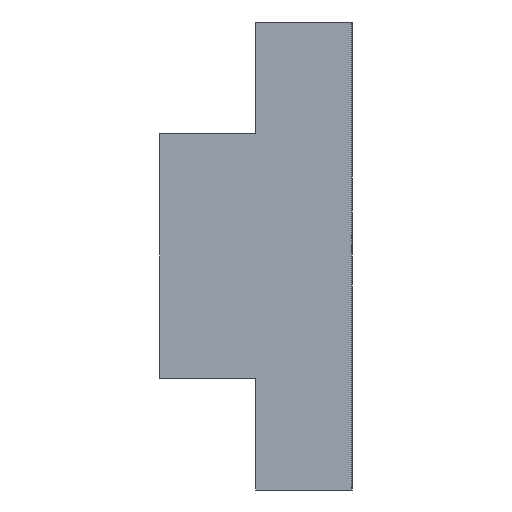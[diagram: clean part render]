
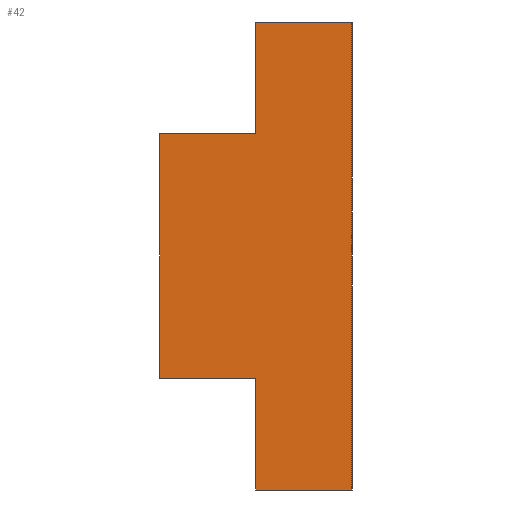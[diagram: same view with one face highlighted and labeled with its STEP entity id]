
A CAD part, left-side view. The second image highlights one B-rep face of the part: STEP entity #42.
In plain terms, the highlighted planar face has unit normal (-1, 0, 0).
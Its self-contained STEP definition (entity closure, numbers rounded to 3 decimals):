
#15 = ORIENTED_EDGE ( 'NONE', *, *, #138, .F. ) ;
#17 = ORIENTED_EDGE ( 'NONE', *, *, #49, .F. ) ;
#18 = ORIENTED_EDGE ( 'NONE', *, *, #64, .F. ) ;
#20 = ORIENTED_EDGE ( 'NONE', *, *, #105, .F. ) ;
#23 = ORIENTED_EDGE ( 'NONE', *, *, #125, .F. ) ;
#26 = VERTEX_POINT ( 'NONE', #224 ) ;
#42 = ADVANCED_FACE ( 'NONE', ( #170 ), #169, .F. ) ;
#49 = EDGE_CURVE ( 'NONE', #141, #104, #254, .T. ) ;
#57 = EDGE_CURVE ( 'NONE', #90, #91, #236, .T. ) ;
#61 = ORIENTED_EDGE ( 'NONE', *, *, #109, .F. ) ;
#62 = EDGE_CURVE ( 'NONE', #26, #162, #219, .T. ) ;
#64 = EDGE_CURVE ( 'NONE', #91, #26, #214, .T. ) ;
#90 = VERTEX_POINT ( 'NONE', #318 ) ;
#91 = VERTEX_POINT ( 'NONE', #371 ) ;
#104 = VERTEX_POINT ( 'NONE', #296 ) ;
#105 = EDGE_CURVE ( 'NONE', #104, #115, #367, .T. ) ;
#109 = EDGE_CURVE ( 'NONE', #115, #90, #392, .T. ) ;
#110 = EDGE_LOOP ( 'NONE', ( #178, #61, #20, #17, #15, #23, #282, #18 ) ) ;
#115 = VERTEX_POINT ( 'NONE', #372 ) ;
#125 = EDGE_CURVE ( 'NONE', #162, #133, #328, .T. ) ;
#133 = VERTEX_POINT ( 'NONE', #340 ) ;
#138 = EDGE_CURVE ( 'NONE', #133, #141, #401, .T. ) ;
#141 = VERTEX_POINT ( 'NONE', #347 ) ;
#162 = VERTEX_POINT ( 'NONE', #309 ) ;
#169 = PLANE ( 'NONE',  #285 ) ;
#170 = FACE_OUTER_BOUND ( 'NONE', #110, .T. ) ;
#178 = ORIENTED_EDGE ( 'NONE', *, *, #57, .F. ) ;
#211 = DIRECTION ( 'NONE',  ( 0., 0., -1. ) ) ;
#212 = VECTOR ( 'NONE', #211, 1000. ) ;
#213 = CARTESIAN_POINT ( 'NONE',  ( 0., 0., 9.75 ) ) ;
#214 = LINE ( 'NONE', #213, #212 ) ;
#216 = DIRECTION ( 'NONE',  ( 0., 1., 0. ) ) ;
#217 = VECTOR ( 'NONE', #216, 1000. ) ;
#218 = CARTESIAN_POINT ( 'NONE',  ( 0., 0., -9.75 ) ) ;
#219 = LINE ( 'NONE', #218, #217 ) ;
#222 = DIRECTION ( 'NONE',  ( 1., 0., 0. ) ) ;
#224 = CARTESIAN_POINT ( 'NONE',  ( 0., 0., -9.75 ) ) ;
#232 = DIRECTION ( 'NONE',  ( 0., -1., 0. ) ) ;
#233 = VECTOR ( 'NONE', #232, 1000. ) ;
#235 = CARTESIAN_POINT ( 'NONE',  ( 0., 4., 9.75 ) ) ;
#236 = LINE ( 'NONE', #235, #233 ) ;
#251 = DIRECTION ( 'NONE',  ( 0., 0., 1. ) ) ;
#252 = VECTOR ( 'NONE', #251, 1000. ) ;
#253 = CARTESIAN_POINT ( 'NONE',  ( 0., 8., -5.1 ) ) ;
#254 = LINE ( 'NONE', #253, #252 ) ;
#261 = CARTESIAN_POINT ( 'NONE',  ( 0., 0., 9.75 ) ) ;
#269 = DIRECTION ( 'NONE',  ( 0., 0., -1. ) ) ;
#282 = ORIENTED_EDGE ( 'NONE', *, *, #62, .F. ) ;
#285 = AXIS2_PLACEMENT_3D ( 'NONE', #261, #222, #269 ) ;
#296 = CARTESIAN_POINT ( 'NONE',  ( 0., 8., 5.1 ) ) ;
#309 = CARTESIAN_POINT ( 'NONE',  ( 0., 4., -9.75 ) ) ;
#311 = CARTESIAN_POINT ( 'NONE',  ( 0., 4., -9.75 ) ) ;
#318 = CARTESIAN_POINT ( 'NONE',  ( 0., 4., 9.75 ) ) ;
#320 = DIRECTION ( 'NONE',  ( 0., -1., 0. ) ) ;
#321 = VECTOR ( 'NONE', #320, 1000. ) ;
#322 = CARTESIAN_POINT ( 'NONE',  ( 0., 8., 5.1 ) ) ;
#328 = LINE ( 'NONE', #311, #379 ) ;
#340 = CARTESIAN_POINT ( 'NONE',  ( 0., 4., -5.1 ) ) ;
#347 = CARTESIAN_POINT ( 'NONE',  ( 0., 8., -5.1 ) ) ;
#367 = LINE ( 'NONE', #322, #321 ) ;
#368 = CARTESIAN_POINT ( 'NONE',  ( 0., 4., 5.1 ) ) ;
#371 = CARTESIAN_POINT ( 'NONE',  ( 0., 0., 9.75 ) ) ;
#372 = CARTESIAN_POINT ( 'NONE',  ( 0., 4., 5.1 ) ) ;
#377 = CARTESIAN_POINT ( 'NONE',  ( 0., 4., -5.1 ) ) ;
#378 = DIRECTION ( 'NONE',  ( 0., 0., 1. ) ) ;
#379 = VECTOR ( 'NONE', #378, 1000. ) ;
#382 = DIRECTION ( 'NONE',  ( 0., 0., 1. ) ) ;
#383 = VECTOR ( 'NONE', #382, 1000. ) ;
#392 = LINE ( 'NONE', #368, #383 ) ;
#398 = DIRECTION ( 'NONE',  ( 0., 1., 0. ) ) ;
#399 = VECTOR ( 'NONE', #398, 1000. ) ;
#401 = LINE ( 'NONE', #377, #399 ) ;
